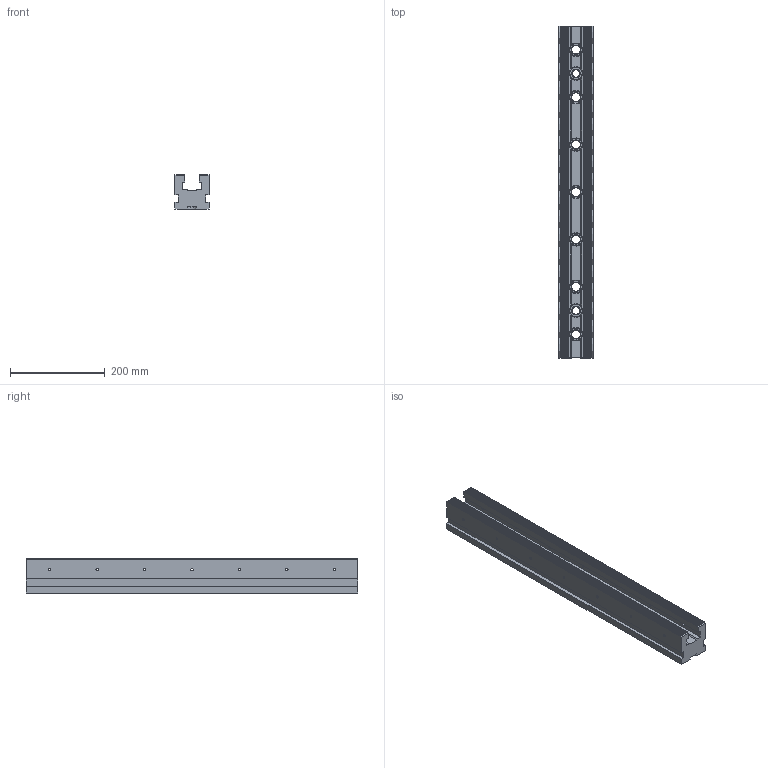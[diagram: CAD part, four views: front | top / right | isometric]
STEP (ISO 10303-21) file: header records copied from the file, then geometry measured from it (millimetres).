
FILE_DESCRIPTION( ( 'Unknown' ), '1' );
FILE_NAME( 'SVF-AB01-7270-100.stp', 'Unknown', ( 'Unknown' ), ( 'Unknown' ), 'PSStep 17.0.49', 'Unknown', ' ' );
FILE_SCHEMA( ( 'AUTOMOTIVE_DESIGN { 1 0 10303 214 1 1 1 1 }' ) );
Length unit declared in the file: millimetre
Products named in the file (1): 1
Bounding box: 72 x 700 x 72 mm (x, y, z)
Volume: 2525166.9 mm3; surface area: 319693.7 mm2
Topology: 1 solids, 1 shells, 2256 faces, 6767 edges, 4513 vertices
Faces by surface type: plane 2162, cone 56, cylinder 38
Full cylindrical faces by diameter (mm): 5 x16, 16 x2, 18 x7, 26 x9
Entity records: 92286 total; most frequent: CARTESIAN_POINT 13629, ORIENTED_EDGE 13354, DIRECTION 11312, EDGE_CURVE 6677, LINE 6412, VECTOR 6412, VERTEX_POINT 4479, AXIS2_PLACEMENT_3D 2450
